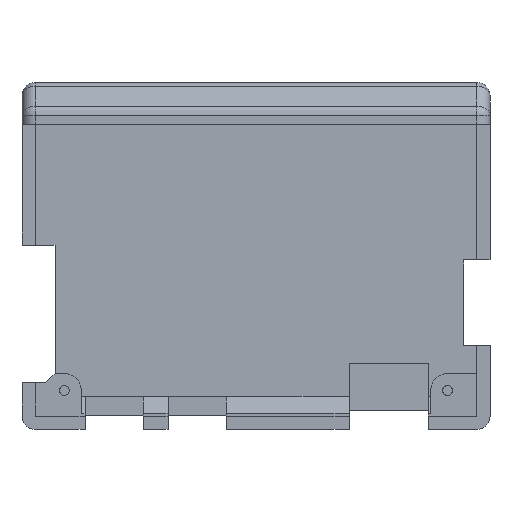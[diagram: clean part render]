
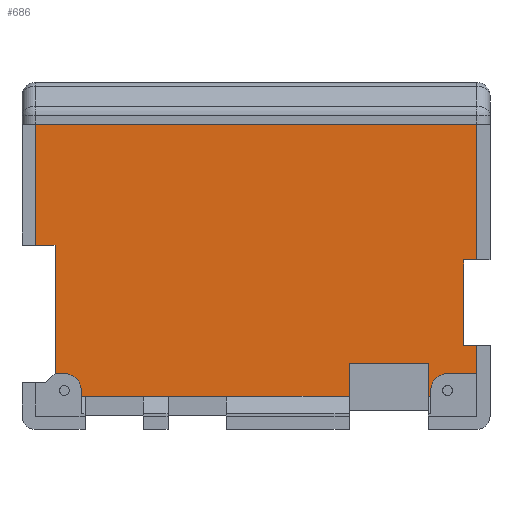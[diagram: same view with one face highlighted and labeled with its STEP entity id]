
A CAD part, front view. The second image highlights one B-rep face of the part: STEP entity #686.
In plain terms, the highlighted planar face has unit normal (0, -1, 0).
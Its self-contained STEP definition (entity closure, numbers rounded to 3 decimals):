
#171 = VERTEX_POINT('',#172);
#172 = CARTESIAN_POINT('',(-1.2,22.05,-35.3));
#227 = VERTEX_POINT('',#228);
#228 = CARTESIAN_POINT('',(0.1,22.05,-35.3));
#234 = EDGE_CURVE('',#171,#227,#235,.T.);
#235 = LINE('',#236,#237);
#236 = CARTESIAN_POINT('',(-0.7,22.05,-35.3));
#237 = VECTOR('',#238,1.);
#238 = DIRECTION('',(1.,0.,0.));
#276 = VERTEX_POINT('',#277);
#277 = CARTESIAN_POINT('',(2.8,22.05,-38.));
#283 = EDGE_CURVE('',#227,#276,#284,.T.);
#284 = CIRCLE('',#285,2.7);
#285 = AXIS2_PLACEMENT_3D('',#286,#287,#288);
#286 = CARTESIAN_POINT('',(0.1,22.05,-38.));
#287 = DIRECTION('',(0.,1.,0.));
#288 = DIRECTION('',(-1.,0.,0.));
#358 = VERTEX_POINT('',#359);
#359 = CARTESIAN_POINT('',(2.8,22.05,-38.8));
#365 = EDGE_CURVE('',#276,#358,#366,.T.);
#366 = LINE('',#367,#368);
#367 = CARTESIAN_POINT('',(2.8,22.05,-17.55));
#368 = VECTOR('',#369,1.);
#369 = DIRECTION('',(0.,0.,-1.));
#380 = EDGE_CURVE('',#358,#381,#383,.T.);
#381 = VERTEX_POINT('',#382);
#382 = CARTESIAN_POINT('',(43.3,22.05,-38.8));
#383 = LINE('',#384,#385);
#384 = CARTESIAN_POINT('',(-4.2,22.05,-38.8));
#385 = VECTOR('',#386,1.);
#386 = DIRECTION('',(1.,0.,0.));
#668 = VERTEX_POINT('',#669);
#669 = CARTESIAN_POINT('',(-1.2,22.05,-15.9));
#675 = EDGE_CURVE('',#668,#171,#676,.T.);
#676 = LINE('',#677,#678);
#677 = CARTESIAN_POINT('',(-1.2,22.05,-9.8));
#678 = VECTOR('',#679,1.);
#679 = DIRECTION('',(0.,0.,-1.));
#686 = ADVANCED_FACE('',(#687),#813,.F.);
#687 = FACE_BOUND('',#688,.F.);
#688 = EDGE_LOOP('',(#689,#700,#708,#716,#724,#732,#738,#739,#740,#741,
    #742,#743,#751,#759,#767,#775,#783,#791,#799,#807));
#689 = ORIENTED_EDGE('',*,*,#690,.F.);
#690 = EDGE_CURVE('',#691,#693,#695,.T.);
#691 = VERTEX_POINT('',#692);
#692 = CARTESIAN_POINT('',(55.62,22.05,-38.));
#693 = VERTEX_POINT('',#694);
#694 = CARTESIAN_POINT('',(58.32,22.05,-35.3));
#695 = CIRCLE('',#696,2.7);
#696 = AXIS2_PLACEMENT_3D('',#697,#698,#699);
#697 = CARTESIAN_POINT('',(58.32,22.05,-38.));
#698 = DIRECTION('',(0.,1.,0.));
#699 = DIRECTION('',(-1.,0.,0.));
#700 = ORIENTED_EDGE('',*,*,#701,.T.);
#701 = EDGE_CURVE('',#691,#702,#704,.T.);
#702 = VERTEX_POINT('',#703);
#703 = CARTESIAN_POINT('',(55.62,22.05,-38.8));
#704 = LINE('',#705,#706);
#705 = CARTESIAN_POINT('',(55.62,22.05,-17.55));
#706 = VECTOR('',#707,1.);
#707 = DIRECTION('',(0.,0.,-1.));
#708 = ORIENTED_EDGE('',*,*,#709,.F.);
#709 = EDGE_CURVE('',#710,#702,#712,.T.);
#710 = VERTEX_POINT('',#711);
#711 = CARTESIAN_POINT('',(55.3,22.05,-38.8));
#712 = LINE('',#713,#714);
#713 = CARTESIAN_POINT('',(-4.2,22.05,-38.8));
#714 = VECTOR('',#715,1.);
#715 = DIRECTION('',(1.,0.,0.));
#716 = ORIENTED_EDGE('',*,*,#717,.T.);
#717 = EDGE_CURVE('',#710,#718,#720,.T.);
#718 = VERTEX_POINT('',#719);
#719 = CARTESIAN_POINT('',(55.3,22.05,-33.8));
#720 = LINE('',#721,#722);
#721 = CARTESIAN_POINT('',(55.3,22.05,-18.55));
#722 = VECTOR('',#723,1.);
#723 = DIRECTION('',(0.,0.,1.));
#724 = ORIENTED_EDGE('',*,*,#725,.F.);
#725 = EDGE_CURVE('',#726,#718,#728,.T.);
#726 = VERTEX_POINT('',#727);
#727 = CARTESIAN_POINT('',(43.3,22.05,-33.8));
#728 = LINE('',#729,#730);
#729 = CARTESIAN_POINT('',(11.743,22.05,-33.8));
#730 = VECTOR('',#731,1.);
#731 = DIRECTION('',(1.,0.,0.));
#732 = ORIENTED_EDGE('',*,*,#733,.T.);
#733 = EDGE_CURVE('',#726,#381,#734,.T.);
#734 = LINE('',#735,#736);
#735 = CARTESIAN_POINT('',(43.3,22.05,-18.55));
#736 = VECTOR('',#737,1.);
#737 = DIRECTION('',(0.,0.,-1.));
#738 = ORIENTED_EDGE('',*,*,#380,.F.);
#739 = ORIENTED_EDGE('',*,*,#365,.F.);
#740 = ORIENTED_EDGE('',*,*,#283,.F.);
#741 = ORIENTED_EDGE('',*,*,#234,.F.);
#742 = ORIENTED_EDGE('',*,*,#675,.F.);
#743 = ORIENTED_EDGE('',*,*,#744,.F.);
#744 = EDGE_CURVE('',#745,#668,#747,.T.);
#745 = VERTEX_POINT('',#746);
#746 = CARTESIAN_POINT('',(-4.2,22.05,-15.9));
#747 = LINE('',#748,#749);
#748 = CARTESIAN_POINT('',(-5.2,22.05,-15.9));
#749 = VECTOR('',#750,1.);
#750 = DIRECTION('',(1.,0.,0.));
#751 = ORIENTED_EDGE('',*,*,#752,.F.);
#752 = EDGE_CURVE('',#753,#745,#755,.T.);
#753 = VERTEX_POINT('',#754);
#754 = CARTESIAN_POINT('',(-4.2,22.05,3.7));
#755 = LINE('',#756,#757);
#756 = CARTESIAN_POINT('',(-4.2,22.05,6.7));
#757 = VECTOR('',#758,1.);
#758 = DIRECTION('',(0.,0.,-1.));
#759 = ORIENTED_EDGE('',*,*,#760,.T.);
#760 = EDGE_CURVE('',#753,#761,#763,.T.);
#761 = VERTEX_POINT('',#762);
#762 = CARTESIAN_POINT('',(62.62,22.05,3.7));
#763 = LINE('',#764,#765);
#764 = CARTESIAN_POINT('',(-4.2,22.05,3.7));
#765 = VECTOR('',#766,1.);
#766 = DIRECTION('',(1.,0.,0.));
#767 = ORIENTED_EDGE('',*,*,#768,.T.);
#768 = EDGE_CURVE('',#761,#769,#771,.T.);
#769 = VERTEX_POINT('',#770);
#770 = CARTESIAN_POINT('',(62.62,22.05,-18.15));
#771 = LINE('',#772,#773);
#772 = CARTESIAN_POINT('',(62.62,22.05,6.7));
#773 = VECTOR('',#774,1.);
#774 = DIRECTION('',(0.,0.,-1.));
#775 = ORIENTED_EDGE('',*,*,#776,.T.);
#776 = EDGE_CURVE('',#769,#777,#779,.T.);
#777 = VERTEX_POINT('',#778);
#778 = CARTESIAN_POINT('',(60.62,22.05,-18.15));
#779 = LINE('',#780,#781);
#780 = CARTESIAN_POINT('',(30.21,22.05,-18.15));
#781 = VECTOR('',#782,1.);
#782 = DIRECTION('',(-1.,0.,0.));
#783 = ORIENTED_EDGE('',*,*,#784,.T.);
#784 = EDGE_CURVE('',#777,#785,#787,.T.);
#785 = VERTEX_POINT('',#786);
#786 = CARTESIAN_POINT('',(60.62,22.05,-31.15));
#787 = LINE('',#788,#789);
#788 = CARTESIAN_POINT('',(60.62,22.05,-8.975));
#789 = VECTOR('',#790,1.);
#790 = DIRECTION('',(0.,0.,-1.));
#791 = ORIENTED_EDGE('',*,*,#792,.T.);
#792 = EDGE_CURVE('',#785,#793,#795,.T.);
#793 = VERTEX_POINT('',#794);
#794 = CARTESIAN_POINT('',(62.62,22.05,-31.15));
#795 = LINE('',#796,#797);
#796 = CARTESIAN_POINT('',(30.21,22.05,-31.15));
#797 = VECTOR('',#798,1.);
#798 = DIRECTION('',(1.,0.,0.));
#799 = ORIENTED_EDGE('',*,*,#800,.T.);
#800 = EDGE_CURVE('',#793,#801,#803,.T.);
#801 = VERTEX_POINT('',#802);
#802 = CARTESIAN_POINT('',(62.62,22.05,-35.3));
#803 = LINE('',#804,#805);
#804 = CARTESIAN_POINT('',(62.62,22.05,6.7));
#805 = VECTOR('',#806,1.);
#806 = DIRECTION('',(0.,0.,-1.));
#807 = ORIENTED_EDGE('',*,*,#808,.T.);
#808 = EDGE_CURVE('',#801,#693,#809,.T.);
#809 = LINE('',#810,#811);
#810 = CARTESIAN_POINT('',(25.71,22.05,-35.3));
#811 = VECTOR('',#812,1.);
#812 = DIRECTION('',(-1.,0.,0.));
#813 = PLANE('',#814);
#814 = AXIS2_PLACEMENT_3D('',#815,#816,#817);
#815 = CARTESIAN_POINT('',(-4.2,22.05,6.7));
#816 = DIRECTION('',(0.,1.,0.));
#817 = DIRECTION('',(0.,0.,-1.));
